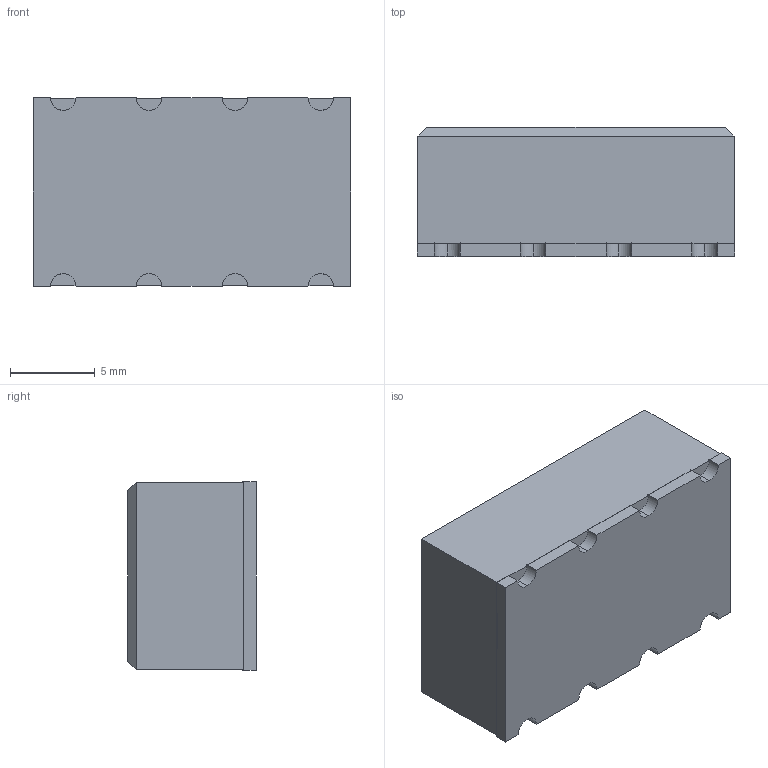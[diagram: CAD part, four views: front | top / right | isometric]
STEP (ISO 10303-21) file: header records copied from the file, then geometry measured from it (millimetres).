
FILE_DESCRIPTION (( 'STEP AP203' ), '1' );
FILE_NAME ('SXBP-425.STEP', '2023-10-23T18:13:48', ( '' ), ( '' ), 'SwSTEP 2.0', 'SolidWorks 2013', '' );
FILE_SCHEMA (( 'CONFIG_CONTROL_DESIGN' ));
Length unit declared in the file: inch
Products named in the file (1): SXBP-425
Bounding box: 18.8 x 7.62 x 11.18 mm (x, y, z)
Volume: 1566.5 mm3; surface area: 861.9 mm2
Topology: 1 solids, 1 shells, 85 faces, 226 edges, 144 vertices
Faces by surface type: plane 71, cylinder 14
Entity records: 2683 total; most frequent: CARTESIAN_POINT 456, ORIENTED_EDGE 452, DIRECTION 442, EDGE_CURVE 226, LINE 182, VECTOR 182, VERTEX_POINT 144, AXIS2_PLACEMENT_3D 130
